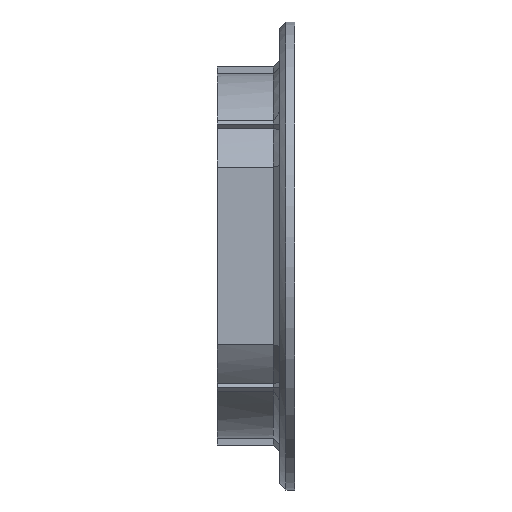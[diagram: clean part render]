
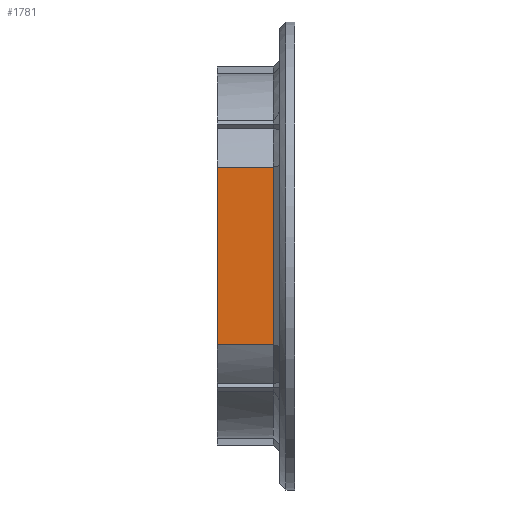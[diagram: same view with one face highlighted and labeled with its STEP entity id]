
A CAD part, front view. The second image highlights one B-rep face of the part: STEP entity #1781.
In plain terms, the highlighted free-form (B-spline) face has degree [1, 1] with [2, 2] control points.
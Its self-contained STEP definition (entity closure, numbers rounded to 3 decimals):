
#1086 = EDGE_CURVE('',#1087,#1089,#1091,.T.);
#1087 = VERTEX_POINT('',#1088);
#1088 = CARTESIAN_POINT('',(-16.822,-23.831,
    13.295));
#1089 = VERTEX_POINT('',#1090);
#1090 = CARTESIAN_POINT('',(-8.411,-23.831,
    13.295));
#1091 = B_SPLINE_CURVE_WITH_KNOTS('',1,(#1092,#1093),.UNSPECIFIED.,.F.,
  .F.,(2,2),(-10.,-1.),.PIECEWISE_BEZIER_KNOTS.);
#1092 = CARTESIAN_POINT('',(-16.822,-23.831,
    13.295));
#1093 = CARTESIAN_POINT('',(-8.411,-23.831,
    13.295));
#1128 = VERTEX_POINT('',#1129);
#1129 = CARTESIAN_POINT('',(-8.411,-23.831,
    -13.295));
#1135 = EDGE_CURVE('',#1128,#1136,#1138,.T.);
#1136 = VERTEX_POINT('',#1137);
#1137 = CARTESIAN_POINT('',(-16.822,-23.831,
    -13.295));
#1138 = B_SPLINE_CURVE_WITH_KNOTS('',1,(#1139,#1140),.UNSPECIFIED.,.F.,
  .F.,(2,2),(1.,10.),.PIECEWISE_BEZIER_KNOTS.);
#1139 = CARTESIAN_POINT('',(-8.411,-23.831,
    -13.295));
#1140 = CARTESIAN_POINT('',(-16.822,-23.831,
    -13.295));
#1391 = EDGE_CURVE('',#1087,#1136,#1392,.T.);
#1392 = B_SPLINE_CURVE_WITH_KNOTS('',1,(#1393,#1394),.UNSPECIFIED.,.F.,
  .F.,(2,2),(1.175,29.628),.PIECEWISE_BEZIER_KNOTS.);
#1393 = CARTESIAN_POINT('',(-16.822,-23.831,
    13.295));
#1394 = CARTESIAN_POINT('',(-16.822,-23.831,
    -13.295));
#1781 = ADVANCED_FACE('',(#1782),#1792,.F.);
#1782 = FACE_BOUND('',#1783,.T.);
#1783 = EDGE_LOOP('',(#1784,#1785,#1790,#1791));
#1784 = ORIENTED_EDGE('',*,*,#1135,.F.);
#1785 = ORIENTED_EDGE('',*,*,#1786,.T.);
#1786 = EDGE_CURVE('',#1128,#1089,#1787,.T.);
#1787 = B_SPLINE_CURVE_WITH_KNOTS('',1,(#1788,#1789),.UNSPECIFIED.,.F.,
  .F.,(2,2),(-28.453,0.),
  .PIECEWISE_BEZIER_KNOTS.);
#1788 = CARTESIAN_POINT('',(-8.411,-23.831,
    -13.295));
#1789 = CARTESIAN_POINT('',(-8.411,-23.831,
    13.295));
#1790 = ORIENTED_EDGE('',*,*,#1086,.F.);
#1791 = ORIENTED_EDGE('',*,*,#1391,.T.);
#1792 = B_SPLINE_SURFACE_WITH_KNOTS('',1,1,(
    (#1793,#1794)
    ,(#1795,#1796
    )),.UNSPECIFIED.,.F.,.F.,.F.,(2,2),(2,2),(-29.628,
    -1.175),(-43.987,-34.987),
  .PIECEWISE_BEZIER_KNOTS.);
#1793 = CARTESIAN_POINT('',(-16.822,-23.831,
    -13.295));
#1794 = CARTESIAN_POINT('',(-8.411,-23.831,
    -13.295));
#1795 = CARTESIAN_POINT('',(-16.822,-23.831,
    13.295));
#1796 = CARTESIAN_POINT('',(-8.411,-23.831,
    13.295));
